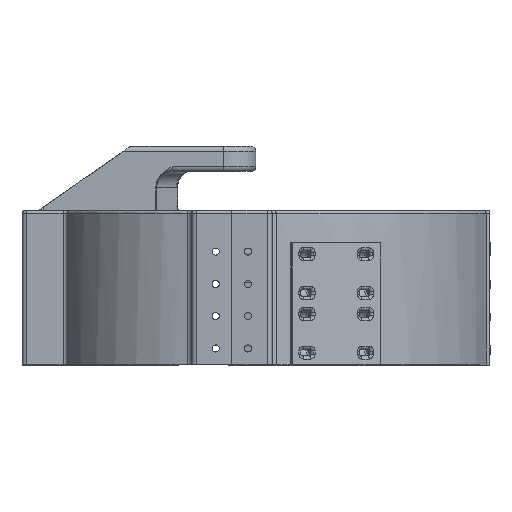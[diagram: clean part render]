
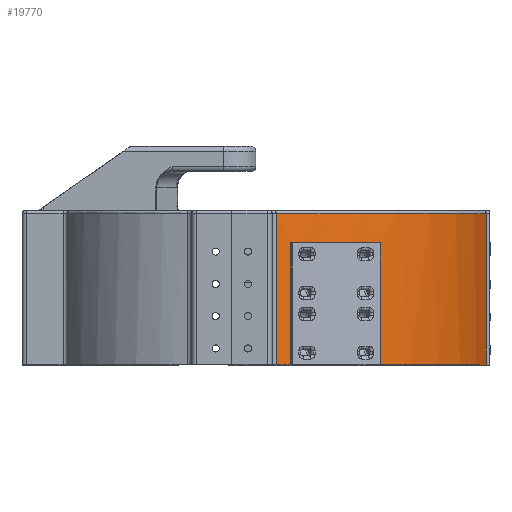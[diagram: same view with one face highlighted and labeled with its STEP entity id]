
A CAD part, top view. The second image highlights one B-rep face of the part: STEP entity #19770.
In plain terms, the highlighted cylindrical face has radius 209.55 mm (diameter 419.1 mm), a partial arc.
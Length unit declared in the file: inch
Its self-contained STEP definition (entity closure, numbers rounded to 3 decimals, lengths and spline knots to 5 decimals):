
#577 = AXIS2_PLACEMENT_3D ( 'NONE', #2967, #6496, #9580 ) ;
#738 = DIRECTION ( 'NONE',  ( 0., 0., 1. ) ) ;
#1277 = CIRCLE ( 'NONE', #577, 8.25 ) ;
#1313 = CARTESIAN_POINT ( 'NONE',  ( 2.06902, 3.775, 7.98634 ) ) ;
#1536 = ORIENTED_EDGE ( 'NONE', *, *, #13590, .F. ) ;
#2327 = DIRECTION ( 'NONE',  ( 0., 0., 1. ) ) ;
#2643 = DIRECTION ( 'NONE',  ( 0., -1., 0. ) ) ;
#2967 = CARTESIAN_POINT ( 'NONE',  ( 0., 0., 0. ) ) ;
#3468 = VECTOR ( 'NONE', #2643, 39.37008 ) ;
#3473 = CARTESIAN_POINT ( 'NONE',  ( 0., 4.775, 0. ) ) ;
#3592 = DIRECTION ( 'NONE',  ( 0., -1., 0. ) ) ;
#3692 = VECTOR ( 'NONE', #11819, 39.37008 ) ;
#3774 = EDGE_CURVE ( 'NONE', #8504, #13358, #10968, .T. ) ;
#3892 = ORIENTED_EDGE ( 'NONE', *, *, #8329, .T. ) ;
#4534 = AXIS2_PLACEMENT_3D ( 'NONE', #16558, #7782, #2327 ) ;
#4587 = EDGE_LOOP ( 'NONE', ( #9377, #3892, #21561, #12859, #11627, #10948, #7814, #21837, #1536 ) ) ;
#4816 = CARTESIAN_POINT ( 'NONE',  ( 4.78795, 3.775, 6.71849 ) ) ;
#4858 = EDGE_CURVE ( 'NONE', #11612, #13803, #7883, .T. ) ;
#5287 = DIRECTION ( 'NONE',  ( 0., 0., -1. ) ) ;
#5920 = VECTOR ( 'NONE', #11278, 39.37008 ) ;
#5946 = VERTEX_POINT ( 'NONE', #21819 ) ;
#6354 = CARTESIAN_POINT ( 'NONE',  ( 4.78795, 4.775, 6.71849 ) ) ;
#6398 = CARTESIAN_POINT ( 'NONE',  ( 0., 0., 0. ) ) ;
#6496 = DIRECTION ( 'NONE',  ( 0., -1., 0. ) ) ;
#6636 = CARTESIAN_POINT ( 'NONE',  ( 1.62054, 4.6928, 8.08927 ) ) ;
#7212 = DIRECTION ( 'NONE',  ( 0., -1., 0. ) ) ;
#7300 = CARTESIAN_POINT ( 'NONE',  ( 1.62054, 0., 8.08927 ) ) ;
#7603 = DIRECTION ( 'NONE',  ( 0., 0., 1. ) ) ;
#7782 = DIRECTION ( 'NONE',  ( 0., -1., 0. ) ) ;
#7814 = ORIENTED_EDGE ( 'NONE', *, *, #16694, .F. ) ;
#7883 = LINE ( 'NONE', #11308, #3468 ) ;
#8175 = CIRCLE ( 'NONE', #4534, 8.25 ) ;
#8329 = EDGE_CURVE ( 'NONE', #14455, #8504, #19216, .T. ) ;
#8430 = CARTESIAN_POINT ( 'NONE',  ( 2.06902, 0., 7.98634 ) ) ;
#8504 = VERTEX_POINT ( 'NONE', #6636 ) ;
#8860 = CARTESIAN_POINT ( 'NONE',  ( 8.13522, 4.6928, 1.37136 ) ) ;
#9310 = CARTESIAN_POINT ( 'NONE',  ( 0., 3.775, 0. ) ) ;
#9377 = ORIENTED_EDGE ( 'NONE', *, *, #10345, .T. ) ;
#9580 = DIRECTION ( 'NONE',  ( 0., 0., 1. ) ) ;
#10345 = EDGE_CURVE ( 'NONE', #15893, #14455, #22257, .T. ) ;
#10948 = ORIENTED_EDGE ( 'NONE', *, *, #20498, .F. ) ;
#10968 = LINE ( 'NONE', #19378, #13593 ) ;
#11278 = DIRECTION ( 'NONE',  ( 0., 1., 0. ) ) ;
#11308 = CARTESIAN_POINT ( 'NONE',  ( 2.06902, 4.775, 7.98634 ) ) ;
#11345 = EDGE_CURVE ( 'NONE', #5946, #21592, #20250, .T. ) ;
#11420 = DIRECTION ( 'NONE',  ( 0., 0., 1. ) ) ;
#11612 = VERTEX_POINT ( 'NONE', #1313 ) ;
#11627 = ORIENTED_EDGE ( 'NONE', *, *, #4858, .F. ) ;
#11819 = DIRECTION ( 'NONE',  ( 0., 1., 0. ) ) ;
#12598 = AXIS2_PLACEMENT_3D ( 'NONE', #6398, #20059, #11420 ) ;
#12859 = ORIENTED_EDGE ( 'NONE', *, *, #17997, .F. ) ;
#13358 = VERTEX_POINT ( 'NONE', #7300 ) ;
#13414 = VERTEX_POINT ( 'NONE', #19374 ) ;
#13590 = EDGE_CURVE ( 'NONE', #15893, #5946, #1277, .T. ) ;
#13593 = VECTOR ( 'NONE', #7212, 39.37008 ) ;
#13803 = VERTEX_POINT ( 'NONE', #8430 ) ;
#13844 = FACE_OUTER_BOUND ( 'NONE', #4587, .T. ) ;
#14455 = VERTEX_POINT ( 'NONE', #8860 ) ;
#14783 = CIRCLE ( 'NONE', #12598, 8.25 ) ;
#15886 = AXIS2_PLACEMENT_3D ( 'NONE', #9310, #20098, #7603 ) ;
#15893 = VERTEX_POINT ( 'NONE', #19462 ) ;
#16558 = CARTESIAN_POINT ( 'NONE',  ( 0., 3.775, 0. ) ) ;
#16655 = AXIS2_PLACEMENT_3D ( 'NONE', #3473, #3592, #5287 ) ;
#16694 = EDGE_CURVE ( 'NONE', #21592, #13414, #8175, .T. ) ;
#17158 = CARTESIAN_POINT ( 'NONE',  ( 8.13522, 4.775, 1.37136 ) ) ;
#17344 = CIRCLE ( 'NONE', #15886, 8.25 ) ;
#17997 = EDGE_CURVE ( 'NONE', #13803, #13358, #14783, .T. ) ;
#18044 = DIRECTION ( 'NONE',  ( 0., -1., 0. ) ) ;
#19068 = CYLINDRICAL_SURFACE ( 'NONE', #16655, 8.25 ) ;
#19216 = CIRCLE ( 'NONE', #20298, 8.25 ) ;
#19374 = CARTESIAN_POINT ( 'NONE',  ( 3.4866, 3.775, 7.47704 ) ) ;
#19378 = CARTESIAN_POINT ( 'NONE',  ( 1.62054, 4.775, 8.08927 ) ) ;
#19462 = CARTESIAN_POINT ( 'NONE',  ( 8.13522, 0., 1.37136 ) ) ;
#19770 = ADVANCED_FACE ( 'NONE', ( #13844 ), #19068, .T. ) ;
#19977 = CARTESIAN_POINT ( 'NONE',  ( 0., 4.6928, 0. ) ) ;
#20059 = DIRECTION ( 'NONE',  ( 0., -1., 0. ) ) ;
#20098 = DIRECTION ( 'NONE',  ( 0., -1., 0. ) ) ;
#20250 = LINE ( 'NONE', #6354, #5920 ) ;
#20298 = AXIS2_PLACEMENT_3D ( 'NONE', #19977, #18044, #738 ) ;
#20498 = EDGE_CURVE ( 'NONE', #13414, #11612, #17344, .T. ) ;
#21561 = ORIENTED_EDGE ( 'NONE', *, *, #3774, .T. ) ;
#21592 = VERTEX_POINT ( 'NONE', #4816 ) ;
#21819 = CARTESIAN_POINT ( 'NONE',  ( 4.78795, 0., 6.71849 ) ) ;
#21837 = ORIENTED_EDGE ( 'NONE', *, *, #11345, .F. ) ;
#22257 = LINE ( 'NONE', #17158, #3692 ) ;
